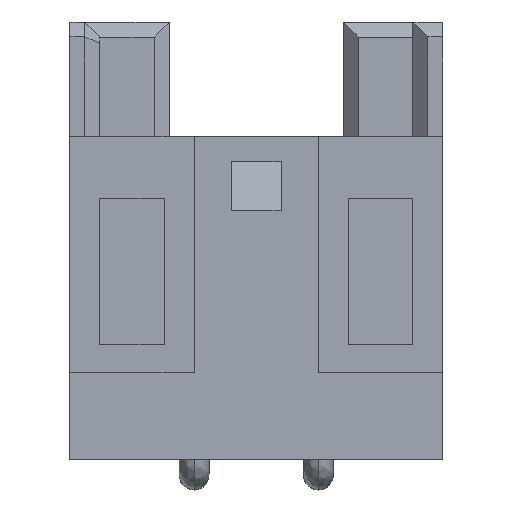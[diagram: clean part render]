
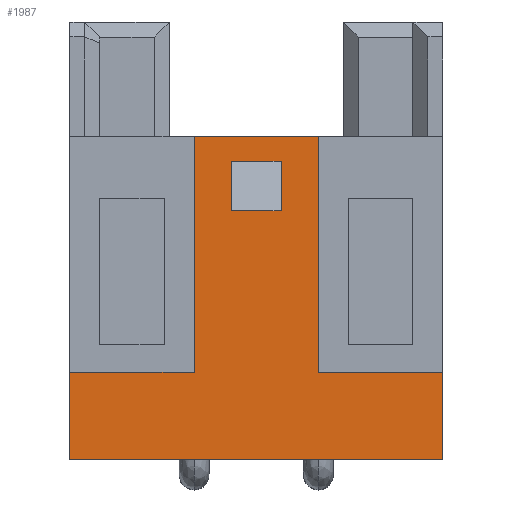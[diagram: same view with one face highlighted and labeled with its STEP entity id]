
A CAD part, top view. The second image highlights one B-rep face of the part: STEP entity #1987.
In plain terms, the highlighted free-form (B-spline) face has degree [1, 1] with [2, 2] control points.
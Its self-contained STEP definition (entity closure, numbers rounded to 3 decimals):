
#1025 = VERTEX_POINT('',#1026);
#1026 = CARTESIAN_POINT('',(-3.745,-4.071,9.1));
#1031 = EDGE_CURVE('',#1025,#1032,#1034,.T.);
#1032 = VERTEX_POINT('',#1033);
#1033 = CARTESIAN_POINT('',(-3.745,-2.321,9.1));
#1034 = B_SPLINE_CURVE_WITH_KNOTS('',1,(#1035,#1036),.UNSPECIFIED.,.F.,
  .F.,(2,2),(0.,1.75),.PIECEWISE_BEZIER_KNOTS.);
#1035 = CARTESIAN_POINT('',(-3.745,-4.071,9.1));
#1036 = CARTESIAN_POINT('',(-3.745,-2.321,9.1));
#1987 = ADVANCED_FACE('',(#1988,#2038),#2068,.F.);
#1988 = FACE_BOUND('',#1989,.T.);
#1989 = EDGE_LOOP('',(#1990,#1999,#2006,#2013,#2020,#2027,#2032,#2033));
#1990 = ORIENTED_EDGE('',*,*,#1991,.T.);
#1991 = EDGE_CURVE('',#1992,#1994,#1996,.T.);
#1992 = VERTEX_POINT('',#1993);
#1993 = CARTESIAN_POINT('',(3.755,-4.071,9.1));
#1994 = VERTEX_POINT('',#1995);
#1995 = CARTESIAN_POINT('',(3.755,-2.321,9.1));
#1996 = B_SPLINE_CURVE_WITH_KNOTS('',1,(#1997,#1998),.UNSPECIFIED.,.F.,
  .F.,(2,2),(0.,1.75),.PIECEWISE_BEZIER_KNOTS.);
#1997 = CARTESIAN_POINT('',(3.755,-4.071,9.1));
#1998 = CARTESIAN_POINT('',(3.755,-2.321,9.1));
#1999 = ORIENTED_EDGE('',*,*,#2000,.F.);
#2000 = EDGE_CURVE('',#2001,#1994,#2003,.T.);
#2001 = VERTEX_POINT('',#2002);
#2002 = CARTESIAN_POINT('',(1.255,-2.321,9.1));
#2003 = B_SPLINE_CURVE_WITH_KNOTS('',1,(#2004,#2005),.UNSPECIFIED.,.F.,
  .F.,(2,2),(5.,7.5),.PIECEWISE_BEZIER_KNOTS.);
#2004 = CARTESIAN_POINT('',(1.255,-2.321,9.1));
#2005 = CARTESIAN_POINT('',(3.755,-2.321,9.1));
#2006 = ORIENTED_EDGE('',*,*,#2007,.T.);
#2007 = EDGE_CURVE('',#2001,#2008,#2010,.T.);
#2008 = VERTEX_POINT('',#2009);
#2009 = CARTESIAN_POINT('',(1.255,2.429,9.1));
#2010 = B_SPLINE_CURVE_WITH_KNOTS('',1,(#2011,#2012),.UNSPECIFIED.,.F.,
  .F.,(2,2),(-4.75,0.),.PIECEWISE_BEZIER_KNOTS.);
#2011 = CARTESIAN_POINT('',(1.255,-2.321,9.1));
#2012 = CARTESIAN_POINT('',(1.255,2.429,9.1));
#2013 = ORIENTED_EDGE('',*,*,#2014,.T.);
#2014 = EDGE_CURVE('',#2008,#2015,#2017,.T.);
#2015 = VERTEX_POINT('',#2016);
#2016 = CARTESIAN_POINT('',(-1.245,2.429,9.1));
#2017 = B_SPLINE_CURVE_WITH_KNOTS('',1,(#2018,#2019),.UNSPECIFIED.,.F.,
  .F.,(2,2),(-2.5,0.),.PIECEWISE_BEZIER_KNOTS.);
#2018 = CARTESIAN_POINT('',(1.255,2.429,9.1));
#2019 = CARTESIAN_POINT('',(-1.245,2.429,9.1));
#2020 = ORIENTED_EDGE('',*,*,#2021,.T.);
#2021 = EDGE_CURVE('',#2015,#2022,#2024,.T.);
#2022 = VERTEX_POINT('',#2023);
#2023 = CARTESIAN_POINT('',(-1.245,-2.321,9.1));
#2024 = B_SPLINE_CURVE_WITH_KNOTS('',1,(#2025,#2026),.UNSPECIFIED.,.F.,
  .F.,(2,2),(0.,4.75),.PIECEWISE_BEZIER_KNOTS.);
#2025 = CARTESIAN_POINT('',(-1.245,2.429,9.1));
#2026 = CARTESIAN_POINT('',(-1.245,-2.321,9.1));
#2027 = ORIENTED_EDGE('',*,*,#2028,.F.);
#2028 = EDGE_CURVE('',#1032,#2022,#2029,.T.);
#2029 = B_SPLINE_CURVE_WITH_KNOTS('',1,(#2030,#2031),.UNSPECIFIED.,.F.,
  .F.,(2,2),(0.,2.5),.PIECEWISE_BEZIER_KNOTS.);
#2030 = CARTESIAN_POINT('',(-3.745,-2.321,9.1));
#2031 = CARTESIAN_POINT('',(-1.245,-2.321,9.1));
#2032 = ORIENTED_EDGE('',*,*,#1031,.F.);
#2033 = ORIENTED_EDGE('',*,*,#2034,.T.);
#2034 = EDGE_CURVE('',#1025,#1992,#2035,.T.);
#2035 = B_SPLINE_CURVE_WITH_KNOTS('',1,(#2036,#2037),.UNSPECIFIED.,.F.,
  .F.,(2,2),(0.,7.5),.PIECEWISE_BEZIER_KNOTS.);
#2036 = CARTESIAN_POINT('',(-3.745,-4.071,9.1));
#2037 = CARTESIAN_POINT('',(3.755,-4.071,9.1));
#2038 = FACE_BOUND('',#2039,.T.);
#2039 = EDGE_LOOP('',(#2040,#2049,#2056,#2063));
#2040 = ORIENTED_EDGE('',*,*,#2041,.F.);
#2041 = EDGE_CURVE('',#2042,#2044,#2046,.T.);
#2042 = VERTEX_POINT('',#2043);
#2043 = CARTESIAN_POINT('',(0.505,0.929,9.1));
#2044 = VERTEX_POINT('',#2045);
#2045 = CARTESIAN_POINT('',(0.505,1.929,9.1));
#2046 = B_SPLINE_CURVE_WITH_KNOTS('',1,(#2047,#2048),.UNSPECIFIED.,.F.,
  .F.,(2,2),(0.,1.),.PIECEWISE_BEZIER_KNOTS.);
#2047 = CARTESIAN_POINT('',(0.505,0.929,9.1));
#2048 = CARTESIAN_POINT('',(0.505,1.929,9.1));
#2049 = ORIENTED_EDGE('',*,*,#2050,.T.);
#2050 = EDGE_CURVE('',#2042,#2051,#2053,.T.);
#2051 = VERTEX_POINT('',#2052);
#2052 = CARTESIAN_POINT('',(-0.495,0.929,9.1));
#2053 = B_SPLINE_CURVE_WITH_KNOTS('',1,(#2054,#2055),.UNSPECIFIED.,.F.,
  .F.,(2,2),(0.,1.),.PIECEWISE_BEZIER_KNOTS.);
#2054 = CARTESIAN_POINT('',(0.505,0.929,9.1));
#2055 = CARTESIAN_POINT('',(-0.495,0.929,9.1));
#2056 = ORIENTED_EDGE('',*,*,#2057,.T.);
#2057 = EDGE_CURVE('',#2051,#2058,#2060,.T.);
#2058 = VERTEX_POINT('',#2059);
#2059 = CARTESIAN_POINT('',(-0.495,1.929,9.1));
#2060 = B_SPLINE_CURVE_WITH_KNOTS('',1,(#2061,#2062),.UNSPECIFIED.,.F.,
  .F.,(2,2),(0.,1.),.PIECEWISE_BEZIER_KNOTS.);
#2061 = CARTESIAN_POINT('',(-0.495,0.929,9.1));
#2062 = CARTESIAN_POINT('',(-0.495,1.929,9.1));
#2063 = ORIENTED_EDGE('',*,*,#2064,.F.);
#2064 = EDGE_CURVE('',#2044,#2058,#2065,.T.);
#2065 = B_SPLINE_CURVE_WITH_KNOTS('',1,(#2066,#2067),.UNSPECIFIED.,.F.,
  .F.,(2,2),(0.,1.),.PIECEWISE_BEZIER_KNOTS.);
#2066 = CARTESIAN_POINT('',(0.505,1.929,9.1));
#2067 = CARTESIAN_POINT('',(-0.495,1.929,9.1));
#2068 = B_SPLINE_SURFACE_WITH_KNOTS('',1,1,(
    (#2069,#2070)
    ,(#2071,#2072
    )),.UNSPECIFIED.,.F.,.F.,.F.,(2,2),(2,2),(0.,6.5),(0.,7.5),
  .PIECEWISE_BEZIER_KNOTS.);
#2069 = CARTESIAN_POINT('',(-3.745,-4.071,9.1));
#2070 = CARTESIAN_POINT('',(3.755,-4.071,9.1));
#2071 = CARTESIAN_POINT('',(-3.745,2.429,9.1));
#2072 = CARTESIAN_POINT('',(3.755,2.429,9.1));
